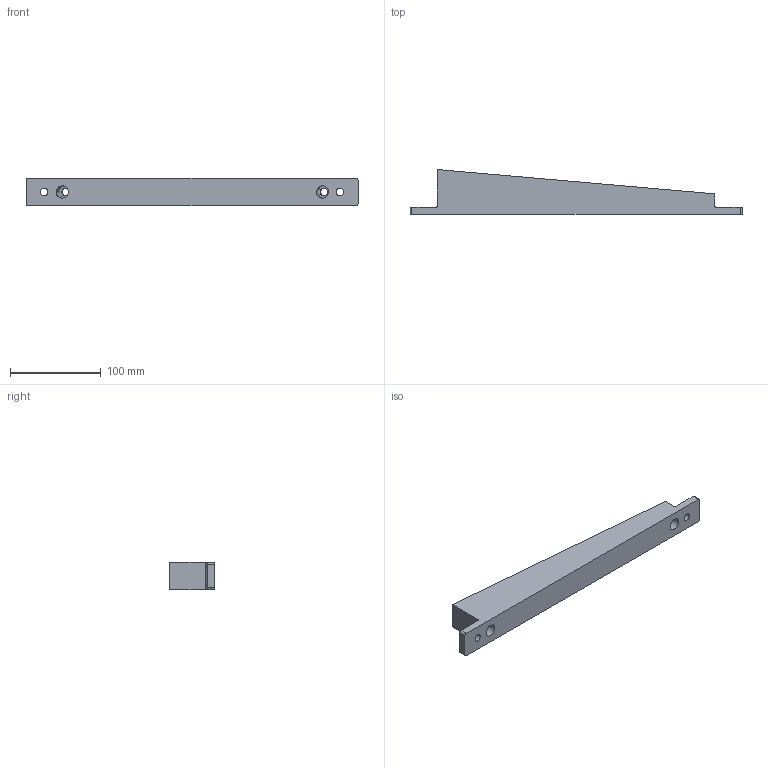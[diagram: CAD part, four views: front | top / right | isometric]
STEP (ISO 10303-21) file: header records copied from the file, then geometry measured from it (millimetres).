
FILE_DESCRIPTION (( 'STEP AP214' ), '1' );
FILE_NAME ('Cale de siège 5°.STEP', '2022-05-16T09:08:13', ( '' ), ( '' ), 'SwSTEP 2.0', 'SolidWorks 2021', '' );
FILE_SCHEMA (( 'AUTOMOTIVE_DESIGN' ));
Length unit declared in the file: millimetre
Products named in the file (1): Cale de siège 5°
Bounding box: 365 x 49.31 x 30 mm (x, y, z)
Volume: 333510.3 mm3; surface area: 49735.3 mm2
Topology: 1 solids, 1 shells, 30 faces, 78 edges, 52 vertices
Faces by surface type: cylinder 18, plane 12
Entity records: 984 total; most frequent: CARTESIAN_POINT 173, DIRECTION 168, ORIENTED_EDGE 156, EDGE_CURVE 78, AXIS2_PLACEMENT_3D 63, VERTEX_POINT 52, LINE 42, VECTOR 42
